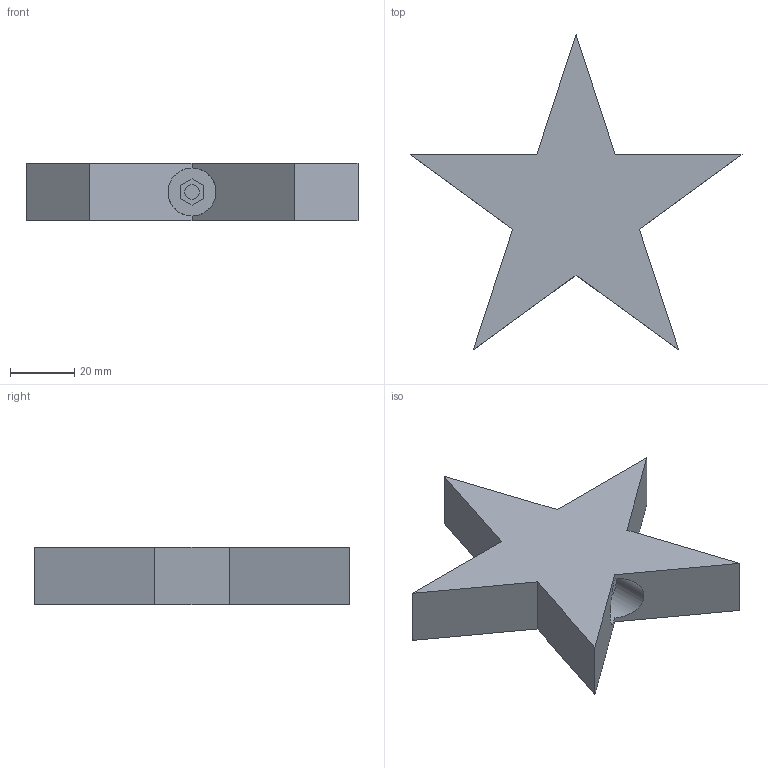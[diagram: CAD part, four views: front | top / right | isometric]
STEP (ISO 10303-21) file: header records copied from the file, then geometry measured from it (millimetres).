
FILE_DESCRIPTION(/* description */ (''),/* implementation_level */ '2;1');
FILE_NAME(/* name */ 'e3866401-68a9-4b48-97b2-49880821805d.stp',/* time_stamp */ '2016-11-27T13:28:10+01:00',/* author */ (''),/* organization */ (''),/* preprocessor_version */ 'ST-DEVELOPER v16.5',/* originating_system */ 'Autodesk Translation Framework v5.2.0.2920',/* authorisation */ '');
FILE_SCHEMA (('AUTOMOTIVE_DESIGN { 1 0 10303 214 3 1 1 }'));
Length unit declared in the file: millimetre
Products named in the file (1): ornament
Bounding box: 103.63 x 98.56 x 18 mm (x, y, z)
Volume: 57877.6 mm3; surface area: 14606.2 mm2
Topology: 1 solids, 1 shells, 23 faces, 57 edges, 38 vertices
Faces by surface type: plane 21, cylinder 2
Full cylindrical faces by diameter (mm): 4.5 x1, 15 x1
Entity records: 679 total; most frequent: CARTESIAN_POINT 115, ORIENTED_EDGE 108, DIRECTION 107, EDGE_CURVE 54, LINE 49, VECTOR 49, VERTEX_POINT 37, AXIS2_PLACEMENT_3D 29
